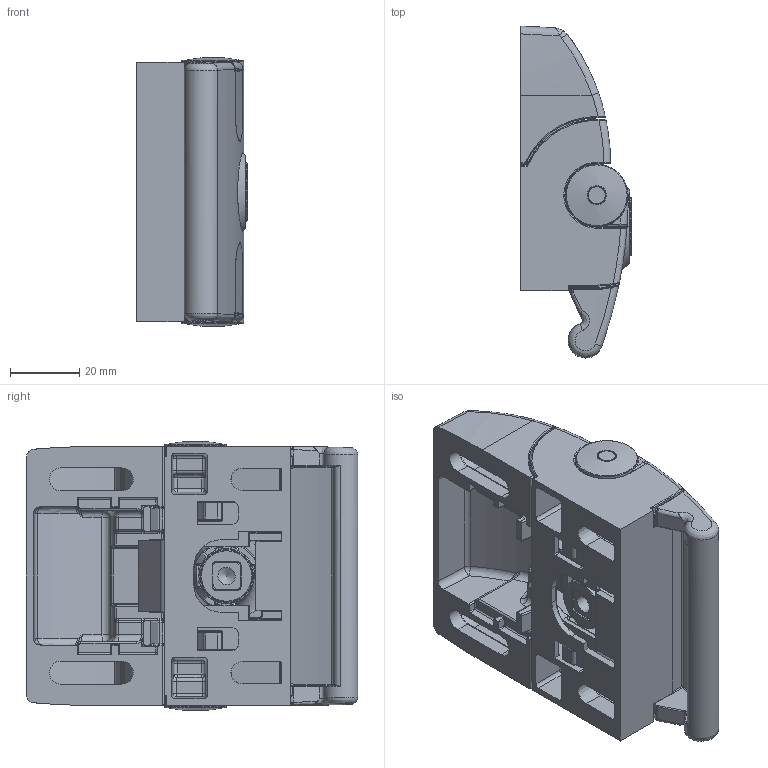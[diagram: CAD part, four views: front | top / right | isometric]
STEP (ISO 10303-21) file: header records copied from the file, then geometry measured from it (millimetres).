
FILE_DESCRIPTION(/* description */ ('Türschloss kompakt Teil 1'),/* implementation_level */ '2;1');
FILE_NAME(/* name */ 'Syskomp 405530303 Türschloss kompakt.stp',/* time_stamp */ '2017-07-26T14:57:36+02:00',/* author */ ('wheldmann'),/* organization */ (''),/* preprocessor_version */ 'ST-DEVELOPER v16.1',/* originating_system */ 'Autodesk Inventor 2016',/* authorisation */ '');
FILE_SCHEMA (('AUTOMOTIVE_DESIGN { 1 0 10303 214 3 1 1 }'));
Products named in the file (3): 40553030X Türschloss kompakt Teil 1; 40553030X Türschloss kompakt Teil 2; 405530303 Türschloss kompakt
Assembly tree (2 placements, depth 2):
  405530303 Türschloss kompakt
    40553030X Türschloss kompakt Teil 1
    40553030X Türschloss kompakt Teil 2
Bounding box: 31.97 x 96.01 x 77.81 mm (x, y, z)
Volume: 75377.7 mm3; surface area: 58456.2 mm2
Topology: 2 solids, 2 shells, 2971 faces, 7720 edges, 4468 vertices
Faces by surface type: cylinder 1102, plane 799, bspline 630, torus 245, sphere 179, cone 16
Full cylindrical faces by diameter (mm): 1.7 x2, 5 x7, 5.474 x1, 5.5 x1, 11.9 x1, 13 x1, 15 x1, 16 x1, 17 x1, 18 x2
Entity records: 115432 total; most frequent: CARTESIAN_POINT 44990, ORIENTED_EDGE 14816, DIRECTION 13682, EDGE_CURVE 7406, AXIS2_PLACEMENT_3D 5325, VERTEX_POINT 4438, EDGE_LOOP 3048, LINE 3032
